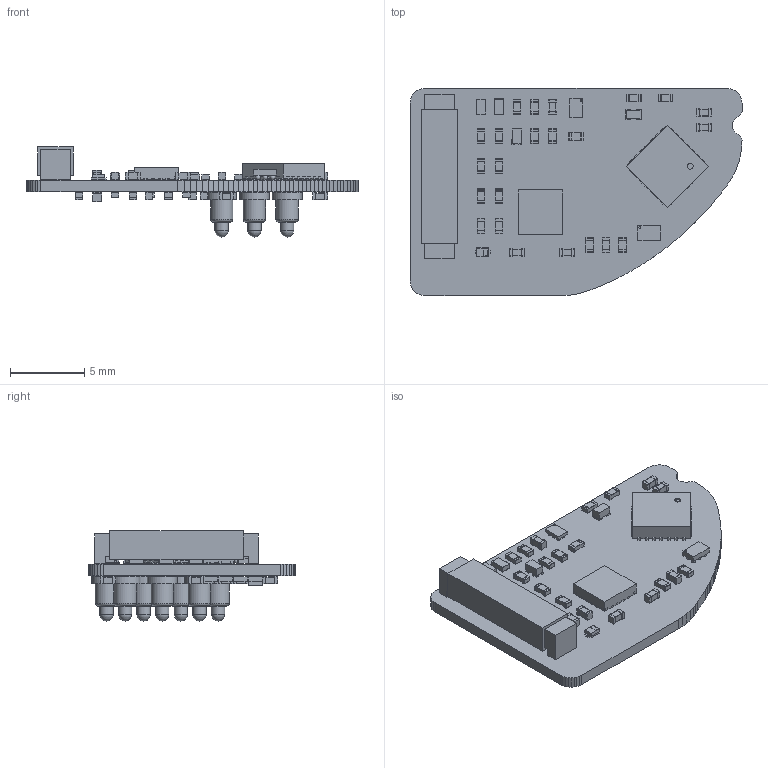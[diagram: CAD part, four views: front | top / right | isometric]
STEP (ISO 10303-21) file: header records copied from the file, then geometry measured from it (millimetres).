
FILE_DESCRIPTION(('KiCad electronic assembly'),'2;1');
FILE_NAME('rfid_module.step','2024-01-06T01:18:43',('Pcbnew'),('Kicad'), 'Open CASCADE STEP processor 7.6','KiCad to STEP converter','Unknown' );
FILE_SCHEMA(('AUTOMOTIVE_DESIGN { 1 0 10303 214 1 1 1 1 }'));
Length unit declared in the file: millimetre
Products named in the file (24): rfid_module 1; R_0402_1005Metric; SOLID; DMN21D2UFB-7B; COMPOUND; C_0402_1005Metric; D_SOD-923; DMP21D5UFB4-7B; MAX17291BANT+T; MAX9027EBT+T; TR1102-0491J; QFN-28_4x4mm_P0.5mm; TLV9004SIRTER; 10-Pin Pogo Connector Pins; PCB
Assembly tree (72 placements, depth 3):
  rfid_module 1
    R_0402_1005Metric  x29
      SOLID
    DMN21D2UFB-7B  x4
      COMPOUND
    C_0402_1005Metric  x19
      SOLID
    D_SOD-923
      SOLID
    DMP21D5UFB4-7B
      SOLID
    MAX17291BANT+T
      COMPOUND
    MAX9027EBT+T
      COMPOUND
    TR1102-0491J
      COMPOUND
    QFN-28_4x4mm_P0.5mm
      SOLID
    TLV9004SIRTER
      COMPOUND
    10-Pin Pogo Connector Pins
      COMPOUND
    PCB
Bounding box: 22.32 x 13.93 x 6.06 mm (x, y, z)
Volume: 335.5 mm3; surface area: 1241 mm2
Topology: 116 solids, 116 shells, 2083 faces, 5315 edges, 3494 vertices
Faces by surface type: plane 1504, cylinder 533, sphere 26, bspline 10, torus 10
Full cylindrical faces by diameter (mm): 0.108 x1, 0.125 x1, 0.4 x1, 0.9 x10, 1.5 x10, 2 x10
Entity records: 51970 total; most frequent: CARTESIAN_POINT 9295, DIRECTION 7566, LINE 5295, VECTOR 5295, ORIENTED_EDGE 3842, PCURVE 3842, DEFINITIONAL_REPRESENTATION 3842, EDGE_CURVE 1921
